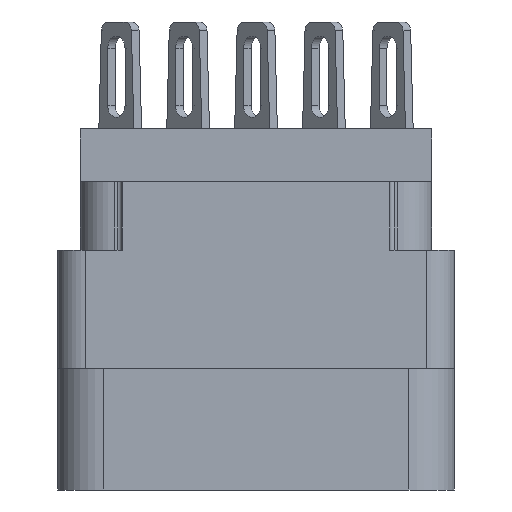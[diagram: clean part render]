
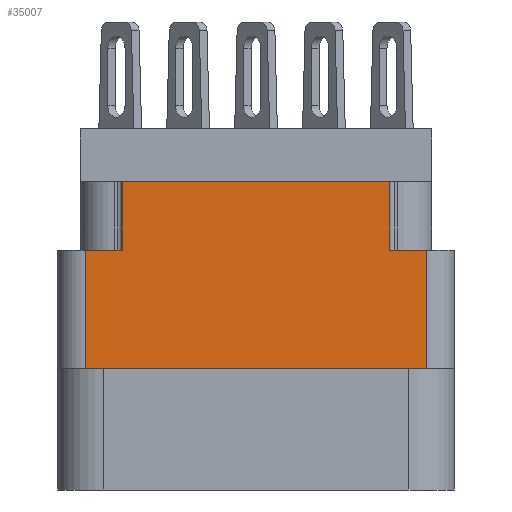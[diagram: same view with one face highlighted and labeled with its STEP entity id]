
A CAD part, left-side view. The second image highlights one B-rep face of the part: STEP entity #35007.
In plain terms, the highlighted planar face has unit normal (-1, 0, 0).
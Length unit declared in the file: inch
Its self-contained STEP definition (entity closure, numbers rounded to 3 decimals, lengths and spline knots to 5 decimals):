
#415 = LINE ( 'NONE', #2332, #28833 ) ;
#695 = CARTESIAN_POINT ( 'NONE',  ( -1., 0., -0.529 ) ) ;
#1344 = ORIENTED_EDGE ( 'NONE', *, *, #20003, .F. ) ;
#1714 = LINE ( 'NONE', #695, #17718 ) ;
#2245 = EDGE_CURVE ( 'NONE', #34452, #21675, #35878, .T. ) ;
#2332 = CARTESIAN_POINT ( 'NONE',  ( -1., 0.376, -0.798 ) ) ;
#2638 = EDGE_CURVE ( 'NONE', #9203, #13827, #1714, .T. ) ;
#3312 = EDGE_CURVE ( 'NONE', #20608, #13538, #15505, .T. ) ;
#4651 = ORIENTED_EDGE ( 'NONE', *, *, #2245, .F. ) ;
#5666 = ORIENTED_EDGE ( 'NONE', *, *, #12206, .F. ) ;
#5785 = DIRECTION ( 'NONE',  ( 0., 0., 1. ) ) ;
#6345 = CARTESIAN_POINT ( 'NONE',  ( -1., -0.296, -0.268 ) ) ;
#6821 = ORIENTED_EDGE ( 'NONE', *, *, #21106, .T. ) ;
#6993 = DIRECTION ( 'NONE',  ( 0., -1., 0. ) ) ;
#7598 = ORIENTED_EDGE ( 'NONE', *, *, #20477, .T. ) ;
#8617 = LINE ( 'NONE', #20607, #21929 ) ;
#8647 = ORIENTED_EDGE ( 'NONE', *, *, #3312, .F. ) ;
#9203 = VERTEX_POINT ( 'NONE', #15806 ) ;
#11190 = DIRECTION ( 'NONE',  ( -1., 0., 0. ) ) ;
#11686 = EDGE_LOOP ( 'NONE', ( #1344, #35119, #7598, #4651, #6821, #5666, #11760, #8647 ) ) ;
#11752 = DIRECTION ( 'NONE',  ( 0., -1., 0. ) ) ;
#11760 = ORIENTED_EDGE ( 'NONE', *, *, #31275, .F. ) ;
#11922 = CARTESIAN_POINT ( 'NONE',  ( -1., -0.376, -0.529 ) ) ;
#12206 = EDGE_CURVE ( 'NONE', #21089, #16021, #16358, .T. ) ;
#12801 = VECTOR ( 'NONE', #6993, 39.37008 ) ;
#13048 = LINE ( 'NONE', #28001, #21471 ) ;
#13538 = VERTEX_POINT ( 'NONE', #33340 ) ;
#13733 = VECTOR ( 'NONE', #33814, 39.37008 ) ;
#13822 = CARTESIAN_POINT ( 'NONE',  ( -1., -0.376, -0.798 ) ) ;
#13827 = VERTEX_POINT ( 'NONE', #11922 ) ;
#14062 = CARTESIAN_POINT ( 'NONE',  ( -1., -0.376, -0.268 ) ) ;
#15505 = LINE ( 'NONE', #36551, #13733 ) ;
#15806 = CARTESIAN_POINT ( 'NONE',  ( -1., 0.376, -0.529 ) ) ;
#16021 = VERTEX_POINT ( 'NONE', #26452 ) ;
#16358 = LINE ( 'NONE', #26431, #12801 ) ;
#16906 = FACE_OUTER_BOUND ( 'NONE', #11686, .T. ) ;
#17718 = VECTOR ( 'NONE', #11752, 39.37008 ) ;
#19614 = DIRECTION ( 'NONE',  ( 0., 0., 1. ) ) ;
#20003 = EDGE_CURVE ( 'NONE', #9203, #20608, #415, .T. ) ;
#20477 = EDGE_CURVE ( 'NONE', #13827, #21675, #32777, .T. ) ;
#20607 = CARTESIAN_POINT ( 'NONE',  ( -1., -0.296, -0.268 ) ) ;
#20608 = VERTEX_POINT ( 'NONE', #29057 ) ;
#21089 = VERTEX_POINT ( 'NONE', #28795 ) ;
#21106 = EDGE_CURVE ( 'NONE', #34452, #16021, #8617, .T. ) ;
#21471 = VECTOR ( 'NONE', #25112, 39.37008 ) ;
#21675 = VERTEX_POINT ( 'NONE', #14062 ) ;
#21929 = VECTOR ( 'NONE', #29149, 39.37008 ) ;
#22593 = PLANE ( 'NONE',  #29945 ) ;
#25112 = DIRECTION ( 'NONE',  ( 0., 0., 1. ) ) ;
#25577 = CARTESIAN_POINT ( 'NONE',  ( -1., -0.376, -0.798 ) ) ;
#25717 = CARTESIAN_POINT ( 'NONE',  ( -1., -0.296, -0.268 ) ) ;
#26018 = DIRECTION ( 'NONE',  ( 0., -1., 0. ) ) ;
#26431 = CARTESIAN_POINT ( 'NONE',  ( -1., 0.438, -0.117 ) ) ;
#26452 = CARTESIAN_POINT ( 'NONE',  ( -1., -0.296, -0.117 ) ) ;
#27469 = VECTOR ( 'NONE', #5785, 39.37008 ) ;
#28001 = CARTESIAN_POINT ( 'NONE',  ( -1., 0.296, -0.268 ) ) ;
#28795 = CARTESIAN_POINT ( 'NONE',  ( -1., 0.296, -0.117 ) ) ;
#28833 = VECTOR ( 'NONE', #19614, 39.37008 ) ;
#29057 = CARTESIAN_POINT ( 'NONE',  ( -1., 0.376, -0.268 ) ) ;
#29149 = DIRECTION ( 'NONE',  ( 0., 0., 1. ) ) ;
#29945 = AXIS2_PLACEMENT_3D ( 'NONE', #13822, #11190, #36461 ) ;
#30125 = VECTOR ( 'NONE', #26018, 39.37008 ) ;
#31275 = EDGE_CURVE ( 'NONE', #13538, #21089, #13048, .T. ) ;
#32777 = LINE ( 'NONE', #25577, #27469 ) ;
#33340 = CARTESIAN_POINT ( 'NONE',  ( -1., 0.296, -0.268 ) ) ;
#33814 = DIRECTION ( 'NONE',  ( 0., -1., 0. ) ) ;
#34452 = VERTEX_POINT ( 'NONE', #25717 ) ;
#35007 = ADVANCED_FACE ( 'NONE', ( #16906 ), #22593, .T. ) ;
#35119 = ORIENTED_EDGE ( 'NONE', *, *, #2638, .T. ) ;
#35878 = LINE ( 'NONE', #6345, #30125 ) ;
#36461 = DIRECTION ( 'NONE',  ( 0., 0., 1. ) ) ;
#36551 = CARTESIAN_POINT ( 'NONE',  ( -1., 0.438, -0.268 ) ) ;
